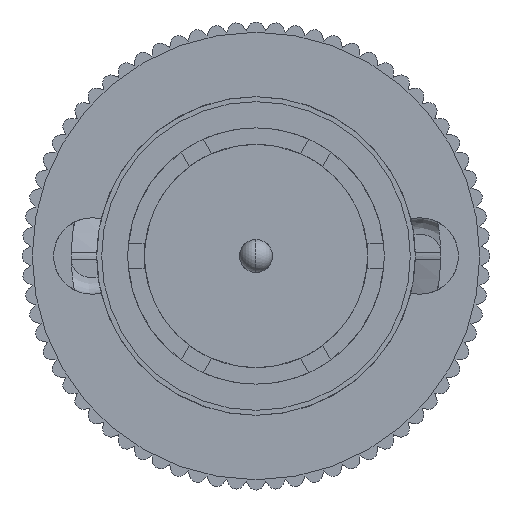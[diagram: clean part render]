
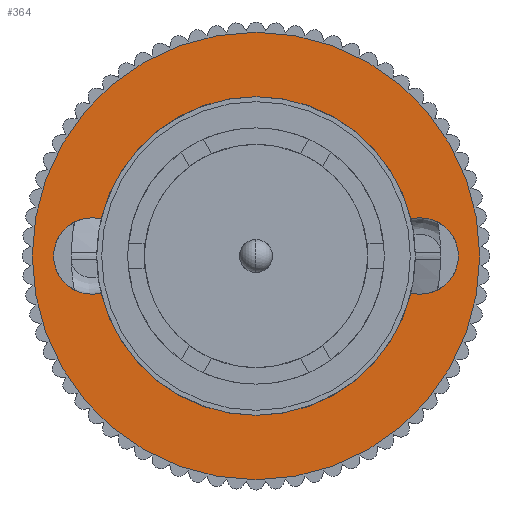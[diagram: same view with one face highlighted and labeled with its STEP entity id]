
A CAD part, front view. The second image highlights one B-rep face of the part: STEP entity #364.
In plain terms, the highlighted face is planar.
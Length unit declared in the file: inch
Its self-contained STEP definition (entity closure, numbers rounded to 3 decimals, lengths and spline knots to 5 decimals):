
#50 = VERTEX_POINT ( 'NONE', #28297 ) ;
#95 = VERTEX_POINT ( 'NONE', #24995 ) ;
#128 = EDGE_CURVE ( 'NONE', #50, #95, #25009, .T. ) ;
#265 = EDGE_CURVE ( 'NONE', #95, #50, #9881, .T. ) ;
#299 = ORIENTED_EDGE ( 'NONE', *, *, #17434, .F. ) ;
#300 = ORIENTED_EDGE ( 'NONE', *, *, #17497, .F. ) ;
#301 = ORIENTED_EDGE ( 'NONE', *, *, #302, .F. ) ;
#302 = EDGE_CURVE ( 'NONE', #15884, #17523, #9931, .T. ) ;
#303 = ORIENTED_EDGE ( 'NONE', *, *, #15883, .F. ) ;
#304 = ORIENTED_EDGE ( 'NONE', *, *, #15743, .F. ) ;
#305 = ORIENTED_EDGE ( 'NONE', *, *, #17418, .F. ) ;
#334 = ORIENTED_EDGE ( 'NONE', *, *, #17396, .F. ) ;
#335 = ORIENTED_EDGE ( 'NONE', *, *, #336, .F. ) ;
#336 = EDGE_CURVE ( 'NONE', #17400, #17527, #10022, .T. ) ;
#337 = ORIENTED_EDGE ( 'NONE', *, *, #17399, .F. ) ;
#364 = ADVANCED_FACE ( 'NONE', ( #10031, #10030 ), #10092, .T. ) ;
#365 = EDGE_LOOP ( 'NONE', ( #366, #299, #300, #301, #303, #304, #305, #334, #335, #337 ) ) ;
#366 = ORIENTED_EDGE ( 'NONE', *, *, #367, .F. ) ;
#367 = EDGE_CURVE ( 'NONE', #17421, #17397, #10087, .T. ) ;
#369 = EDGE_LOOP ( 'NONE', ( #370, #371 ) ) ;
#370 = ORIENTED_EDGE ( 'NONE', *, *, #128, .T. ) ;
#371 = ORIENTED_EDGE ( 'NONE', *, *, #265, .T. ) ;
#9877 = DIRECTION ( 'NONE',  ( 1., 0., 0. ) ) ;
#9878 = DIRECTION ( 'NONE',  ( 0., 0., 1. ) ) ;
#9879 = CARTESIAN_POINT ( 'NONE',  ( 0., 0., 0. ) ) ;
#9880 = AXIS2_PLACEMENT_3D ( 'NONE', #9879, #9878, #9877 ) ;
#9881 = CIRCLE ( 'NONE', #9880, 0.2725 ) ;
#9929 = DIRECTION ( 'NONE',  ( 0., 0., 1. ) ) ;
#9930 = AXIS2_PLACEMENT_3D ( 'NONE', #9936, #9929, #9996 ) ;
#9931 = CIRCLE ( 'NONE', #9930, 0.0465 ) ;
#9936 = CARTESIAN_POINT ( 'NONE',  ( 0., 0.2, 0. ) ) ;
#9996 = DIRECTION ( 'NONE',  ( -1., 0., 0. ) ) ;
#10018 = DIRECTION ( 'NONE',  ( 1., 0., 0. ) ) ;
#10019 = DIRECTION ( 'NONE',  ( 0., 0., 1. ) ) ;
#10020 = CARTESIAN_POINT ( 'NONE',  ( 0., -0.2, 0. ) ) ;
#10021 = AXIS2_PLACEMENT_3D ( 'NONE', #10020, #10019, #10018 ) ;
#10022 = CIRCLE ( 'NONE', #10021, 0.0465 ) ;
#10030 = FACE_OUTER_BOUND ( 'NONE', #369, .T. ) ;
#10031 = FACE_BOUND ( 'NONE', #365, .T. ) ;
#10083 = DIRECTION ( 'NONE',  ( 1., 0., 0. ) ) ;
#10084 = DIRECTION ( 'NONE',  ( 0., 0., 1. ) ) ;
#10085 = CARTESIAN_POINT ( 'NONE',  ( 0., 0., 0. ) ) ;
#10086 = AXIS2_PLACEMENT_3D ( 'NONE', #10085, #10084, #10083 ) ;
#10087 = CIRCLE ( 'NONE', #10086, 0.194 ) ;
#10088 = DIRECTION ( 'NONE',  ( 1., 0., 0. ) ) ;
#10089 = DIRECTION ( 'NONE',  ( 0., 0., 1. ) ) ;
#10090 = CARTESIAN_POINT ( 'NONE',  ( 0.2725, 0., 0. ) ) ;
#10091 = AXIS2_PLACEMENT_3D ( 'NONE', #10090, #10089, #10088 ) ;
#10092 = PLANE ( 'NONE',  #10091 ) ;
#14462 = CARTESIAN_POINT ( 'NONE',  ( 0.194, 0., 0. ) ) ;
#14463 = DIRECTION ( 'NONE',  ( 1., 0., 0. ) ) ;
#14464 = DIRECTION ( 'NONE',  ( 0., 0., 1. ) ) ;
#14465 = CARTESIAN_POINT ( 'NONE',  ( 0., 0., 0. ) ) ;
#14466 = AXIS2_PLACEMENT_3D ( 'NONE', #14465, #14464, #14463 ) ;
#14467 = CIRCLE ( 'NONE', #14466, 0.194 ) ;
#14945 = AXIS2_PLACEMENT_3D ( 'NONE', #15060, #15059, #15058 ) ;
#14947 = CIRCLE ( 'NONE', #14945, 0.0465 ) ;
#15045 = CARTESIAN_POINT ( 'NONE',  ( -0.0451, -0.18868, 0. ) ) ;
#15047 = DIRECTION ( 'NONE',  ( 1., 0., 0. ) ) ;
#15048 = DIRECTION ( 'NONE',  ( 0., 0., 1. ) ) ;
#15049 = CARTESIAN_POINT ( 'NONE',  ( 0., 0., 0. ) ) ;
#15050 = AXIS2_PLACEMENT_3D ( 'NONE', #15049, #15048, #15047 ) ;
#15051 = CIRCLE ( 'NONE', #15050, 0.194 ) ;
#15057 = CARTESIAN_POINT ( 'NONE',  ( -0.194, 0., 0. ) ) ;
#15058 = DIRECTION ( 'NONE',  ( 1., 0., 0. ) ) ;
#15059 = DIRECTION ( 'NONE',  ( 0., 0., 1. ) ) ;
#15060 = CARTESIAN_POINT ( 'NONE',  ( 0., -0.2, 0. ) ) ;
#15061 = DIRECTION ( 'NONE',  ( 1., 0., 0. ) ) ;
#15063 = DIRECTION ( 'NONE',  ( 0., 0., 1. ) ) ;
#15065 = CARTESIAN_POINT ( 'NONE',  ( 0., -0.2, 0. ) ) ;
#15066 = AXIS2_PLACEMENT_3D ( 'NONE', #15065, #15063, #15061 ) ;
#15067 = CIRCLE ( 'NONE', #15066, 0.0465 ) ;
#15119 = DIRECTION ( 'NONE',  ( -1., 0., 0. ) ) ;
#15120 = DIRECTION ( 'NONE',  ( 0., 0., 1. ) ) ;
#15122 = CARTESIAN_POINT ( 'NONE',  ( 0., 0.2, 0. ) ) ;
#15123 = AXIS2_PLACEMENT_3D ( 'NONE', #15122, #15120, #15119 ) ;
#15125 = CIRCLE ( 'NONE', #15123, 0.0465 ) ;
#15131 = CARTESIAN_POINT ( 'NONE',  ( -0.0465, 0.2, 0. ) ) ;
#15140 = CARTESIAN_POINT ( 'NONE',  ( 0.0451, -0.18868, 0. ) ) ;
#15167 = CARTESIAN_POINT ( 'NONE',  ( -0.0451, 0.18868, 0. ) ) ;
#15743 = EDGE_CURVE ( 'NONE', #17429, #15744, #14467, .T. ) ;
#15744 = VERTEX_POINT ( 'NONE', #14462 ) ;
#15883 = EDGE_CURVE ( 'NONE', #15744, #15884, #26544, .T. ) ;
#15884 = VERTEX_POINT ( 'NONE', #26585 ) ;
#17396 = EDGE_CURVE ( 'NONE', #17527, #17485, #14947, .T. ) ;
#17397 = VERTEX_POINT ( 'NONE', #15057 ) ;
#17399 = EDGE_CURVE ( 'NONE', #17397, #17400, #15051, .T. ) ;
#17400 = VERTEX_POINT ( 'NONE', #15045 ) ;
#17418 = EDGE_CURVE ( 'NONE', #17485, #17429, #15067, .T. ) ;
#17421 = VERTEX_POINT ( 'NONE', #15167 ) ;
#17429 = VERTEX_POINT ( 'NONE', #15140 ) ;
#17432 = VERTEX_POINT ( 'NONE', #15131 ) ;
#17434 = EDGE_CURVE ( 'NONE', #17432, #17421, #15125, .T. ) ;
#17485 = VERTEX_POINT ( 'NONE', #26847 ) ;
#17497 = EDGE_CURVE ( 'NONE', #17523, #17432, #26868, .T. ) ;
#17523 = VERTEX_POINT ( 'NONE', #26939 ) ;
#17527 = VERTEX_POINT ( 'NONE', #26934 ) ;
#24995 = CARTESIAN_POINT ( 'NONE',  ( -0.2725, 0., 0. ) ) ;
#25005 = DIRECTION ( 'NONE',  ( 1., 0., 0. ) ) ;
#25006 = DIRECTION ( 'NONE',  ( 0., 0., 1. ) ) ;
#25007 = CARTESIAN_POINT ( 'NONE',  ( 0., 0., 0. ) ) ;
#25008 = AXIS2_PLACEMENT_3D ( 'NONE', #25007, #25006, #25005 ) ;
#25009 = CIRCLE ( 'NONE', #25008, 0.2725 ) ;
#26535 = DIRECTION ( 'NONE',  ( 0., 0., 1. ) ) ;
#26536 = CARTESIAN_POINT ( 'NONE',  ( 0., 0., 0. ) ) ;
#26537 = AXIS2_PLACEMENT_3D ( 'NONE', #26536, #26535, #26586 ) ;
#26544 = CIRCLE ( 'NONE', #26537, 0.194 ) ;
#26585 = CARTESIAN_POINT ( 'NONE',  ( 0.0451, 0.18868, 0. ) ) ;
#26586 = DIRECTION ( 'NONE',  ( 1., 0., 0. ) ) ;
#26847 = CARTESIAN_POINT ( 'NONE',  ( 0.0465, -0.2, 0. ) ) ;
#26864 = DIRECTION ( 'NONE',  ( -1., 0., 0. ) ) ;
#26865 = DIRECTION ( 'NONE',  ( 0., 0., 1. ) ) ;
#26866 = CARTESIAN_POINT ( 'NONE',  ( 0., 0.2, 0. ) ) ;
#26867 = AXIS2_PLACEMENT_3D ( 'NONE', #26866, #26865, #26864 ) ;
#26868 = CIRCLE ( 'NONE', #26867, 0.0465 ) ;
#26934 = CARTESIAN_POINT ( 'NONE',  ( -0.0465, -0.2, 0. ) ) ;
#26939 = CARTESIAN_POINT ( 'NONE',  ( 0.0465, 0.2, 0. ) ) ;
#28297 = CARTESIAN_POINT ( 'NONE',  ( 0.2725, 0., 0. ) ) ;
